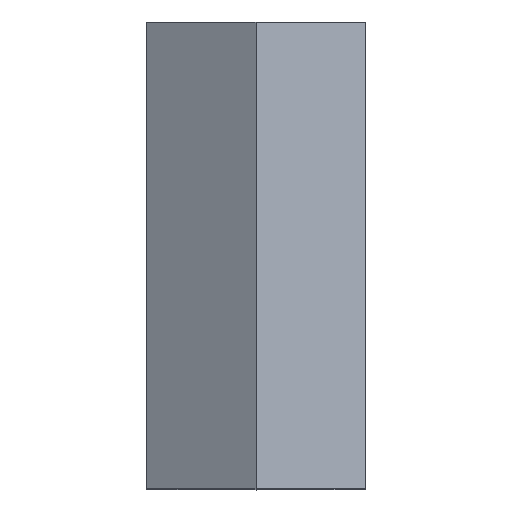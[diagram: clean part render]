
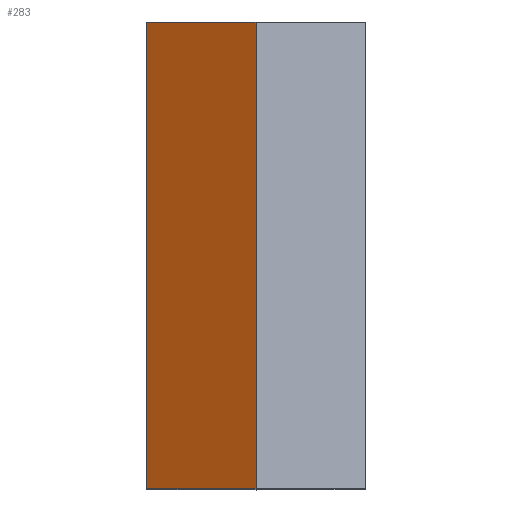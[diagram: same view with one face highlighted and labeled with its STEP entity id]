
A CAD part, top view. The second image highlights one B-rep face of the part: STEP entity #283.
In plain terms, the highlighted planar face has unit normal (-0.5, 0, 0.866).
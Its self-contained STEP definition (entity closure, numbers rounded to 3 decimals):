
#258 = VERTEX_POINT('',#259);
#259 = CARTESIAN_POINT('',(-6.,-25.6,15.964));
#265 = EDGE_CURVE('',#266,#258,#268,.T.);
#266 = VERTEX_POINT('',#267);
#267 = CARTESIAN_POINT('',(-6.,0.,15.964));
#268 = LINE('',#269,#270);
#269 = CARTESIAN_POINT('',(-6.,0.,15.964));
#270 = VECTOR('',#271,1.);
#271 = DIRECTION('',(0.,-1.,0.));
#283 = ADVANCED_FACE('',(#284),#309,.T.);
#284 = FACE_BOUND('',#285,.T.);
#285 = EDGE_LOOP('',(#286,#287,#295,#303));
#286 = ORIENTED_EDGE('',*,*,#265,.T.);
#287 = ORIENTED_EDGE('',*,*,#288,.T.);
#288 = EDGE_CURVE('',#258,#289,#291,.T.);
#289 = VERTEX_POINT('',#290);
#290 = CARTESIAN_POINT('',(0.,-25.6,19.428));
#291 = LINE('',#292,#293);
#292 = CARTESIAN_POINT('',(-6.,-25.6,15.964));
#293 = VECTOR('',#294,1.);
#294 = DIRECTION('',(0.866,0.,0.5));
#295 = ORIENTED_EDGE('',*,*,#296,.F.);
#296 = EDGE_CURVE('',#297,#289,#299,.T.);
#297 = VERTEX_POINT('',#298);
#298 = CARTESIAN_POINT('',(0.,0.,19.428));
#299 = LINE('',#300,#301);
#300 = CARTESIAN_POINT('',(0.,0.,19.428));
#301 = VECTOR('',#302,1.);
#302 = DIRECTION('',(0.,-1.,0.));
#303 = ORIENTED_EDGE('',*,*,#304,.F.);
#304 = EDGE_CURVE('',#266,#297,#305,.T.);
#305 = LINE('',#306,#307);
#306 = CARTESIAN_POINT('',(-6.,0.,15.964));
#307 = VECTOR('',#308,1.);
#308 = DIRECTION('',(0.866,0.,0.5));
#309 = PLANE('',#310);
#310 = AXIS2_PLACEMENT_3D('',#311,#312,#313);
#311 = CARTESIAN_POINT('',(-6.,0.,15.964));
#312 = DIRECTION('',(-0.5,0.,0.866));
#313 = DIRECTION('',(0.866,0.,0.5));
